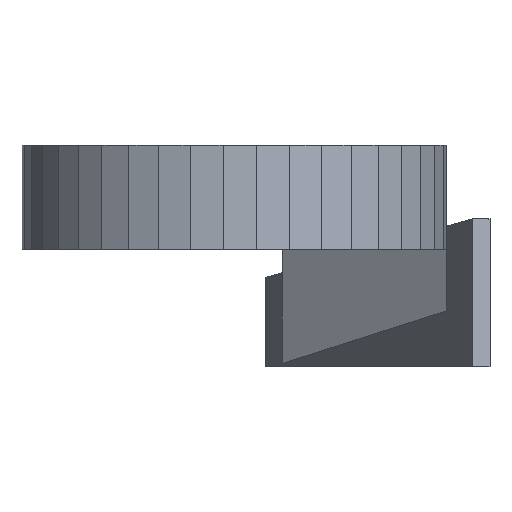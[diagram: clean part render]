
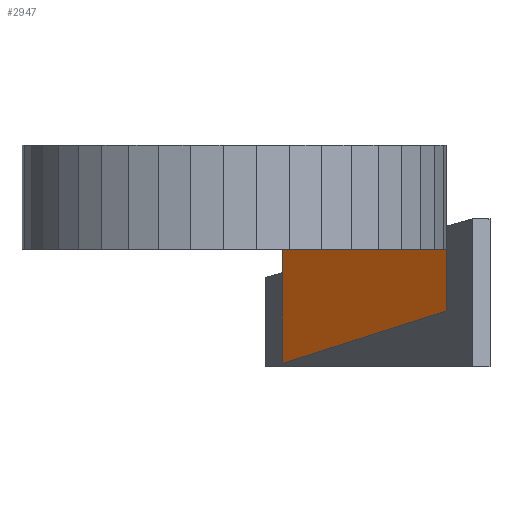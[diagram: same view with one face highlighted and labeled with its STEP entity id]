
A CAD part, left-side view. The second image highlights one B-rep face of the part: STEP entity #2947.
In plain terms, the highlighted planar face has unit normal (-0.174, 0, -0.985).
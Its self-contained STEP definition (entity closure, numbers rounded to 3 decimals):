
#126 = PLANE('',#127);
#127 = AXIS2_PLACEMENT_3D('',#128,#129,#130);
#128 = CARTESIAN_POINT('',(15.237,1.94,0.));
#129 = DIRECTION('',(0.,0.,-1.));
#130 = DIRECTION('',(-1.,0.,0.));
#296 = VERTEX_POINT('',#297);
#297 = CARTESIAN_POINT('',(24.737,-7.879,0.));
#318 = EDGE_CURVE('',#296,#319,#321,.T.);
#319 = VERTEX_POINT('',#320);
#320 = CARTESIAN_POINT('',(24.737,-24.379,0.));
#321 = SURFACE_CURVE('',#322,(#326,#333),.PCURVE_S1.);
#322 = LINE('',#323,#324);
#323 = CARTESIAN_POINT('',(24.737,-7.879,0.));
#324 = VECTOR('',#325,1.);
#325 = DIRECTION('',(0.,-1.,0.));
#326 = PCURVE('',#126,#327);
#327 = DEFINITIONAL_REPRESENTATION('',(#328),#332);
#328 = LINE('',#329,#330);
#329 = CARTESIAN_POINT('',(-9.5,-9.819));
#330 = VECTOR('',#331,1.);
#331 = DIRECTION('',(0.,-1.));
#332 = ( GEOMETRIC_REPRESENTATION_CONTEXT(2) 
PARAMETRIC_REPRESENTATION_CONTEXT() REPRESENTATION_CONTEXT('2D SPACE',''
  ) );
#333 = PCURVE('',#334,#339);
#334 = PLANE('',#335);
#335 = AXIS2_PLACEMENT_3D('',#336,#337,#338);
#336 = CARTESIAN_POINT('',(24.737,-7.879,0.));
#337 = DIRECTION('',(0.174,0.,0.985)
  );
#338 = DIRECTION('',(0.,-1.,0.));
#339 = DEFINITIONAL_REPRESENTATION('',(#340),#344);
#340 = LINE('',#341,#342);
#341 = CARTESIAN_POINT('',(0.,0.));
#342 = VECTOR('',#343,1.);
#343 = DIRECTION('',(1.,0.));
#344 = ( GEOMETRIC_REPRESENTATION_CONTEXT(2) 
PARAMETRIC_REPRESENTATION_CONTEXT() REPRESENTATION_CONTEXT('2D SPACE',''
  ) );
#2908 = PLANE('',#2909);
#2909 = AXIS2_PLACEMENT_3D('',#2910,#2911,#2912);
#2910 = CARTESIAN_POINT('',(57.237,-7.879,-0.481));
#2911 = DIRECTION('',(0.,-1.,0.));
#2912 = DIRECTION('',(0.,0.,-1.));
#2947 = ADVANCED_FACE('',(#2948),#334,.F.);
#2948 = FACE_BOUND('',#2949,.F.);
#2949 = EDGE_LOOP('',(#2950,#2973,#2974,#3002));
#2950 = ORIENTED_EDGE('',*,*,#2951,.F.);
#2951 = EDGE_CURVE('',#296,#2952,#2954,.T.);
#2952 = VERTEX_POINT('',#2953);
#2953 = CARTESIAN_POINT('',(89.737,-7.879,-11.461));
#2954 = SURFACE_CURVE('',#2955,(#2959,#2966),.PCURVE_S1.);
#2955 = LINE('',#2956,#2957);
#2956 = CARTESIAN_POINT('',(24.737,-7.879,0.));
#2957 = VECTOR('',#2958,1.);
#2958 = DIRECTION('',(0.985,0.,-0.174));
#2959 = PCURVE('',#334,#2960);
#2960 = DEFINITIONAL_REPRESENTATION('',(#2961),#2965);
#2961 = LINE('',#2962,#2963);
#2962 = CARTESIAN_POINT('',(0.,0.));
#2963 = VECTOR('',#2964,1.);
#2964 = DIRECTION('',(0.,1.));
#2965 = ( GEOMETRIC_REPRESENTATION_CONTEXT(2) 
PARAMETRIC_REPRESENTATION_CONTEXT() REPRESENTATION_CONTEXT('2D SPACE',''
  ) );
#2966 = PCURVE('',#2908,#2967);
#2967 = DEFINITIONAL_REPRESENTATION('',(#2968),#2972);
#2968 = LINE('',#2969,#2970);
#2969 = CARTESIAN_POINT('',(-0.481,-32.5));
#2970 = VECTOR('',#2971,1.);
#2971 = DIRECTION('',(0.174,0.985));
#2972 = ( GEOMETRIC_REPRESENTATION_CONTEXT(2) 
PARAMETRIC_REPRESENTATION_CONTEXT() REPRESENTATION_CONTEXT('2D SPACE',''
  ) );
#2973 = ORIENTED_EDGE('',*,*,#318,.T.);
#2974 = ORIENTED_EDGE('',*,*,#2975,.T.);
#2975 = EDGE_CURVE('',#319,#2976,#2978,.T.);
#2976 = VERTEX_POINT('',#2977);
#2977 = CARTESIAN_POINT('',(59.737,-24.379,-6.171));
#2978 = SURFACE_CURVE('',#2979,(#2983,#2990),.PCURVE_S1.);
#2979 = LINE('',#2980,#2981);
#2980 = CARTESIAN_POINT('',(24.737,-24.379,0.));
#2981 = VECTOR('',#2982,1.);
#2982 = DIRECTION('',(0.985,0.,
    -0.174));
#2983 = PCURVE('',#334,#2984);
#2984 = DEFINITIONAL_REPRESENTATION('',(#2985),#2989);
#2985 = LINE('',#2986,#2987);
#2986 = CARTESIAN_POINT('',(16.5,0.));
#2987 = VECTOR('',#2988,1.);
#2988 = DIRECTION('',(0.,1.));
#2989 = ( GEOMETRIC_REPRESENTATION_CONTEXT(2) 
PARAMETRIC_REPRESENTATION_CONTEXT() REPRESENTATION_CONTEXT('2D SPACE',''
  ) );
#2990 = PCURVE('',#2991,#2996);
#2991 = PLANE('',#2992);
#2992 = AXIS2_PLACEMENT_3D('',#2993,#2994,#2995);
#2993 = CARTESIAN_POINT('',(57.237,-24.379,-0.481));
#2994 = DIRECTION('',(0.,1.,0.));
#2995 = DIRECTION('',(0.,0.,1.));
#2996 = DEFINITIONAL_REPRESENTATION('',(#2997),#3001);
#2997 = LINE('',#2998,#2999);
#2998 = CARTESIAN_POINT('',(0.481,-32.5));
#2999 = VECTOR('',#3000,1.);
#3000 = DIRECTION('',(-0.174,0.985));
#3001 = ( GEOMETRIC_REPRESENTATION_CONTEXT(2) 
PARAMETRIC_REPRESENTATION_CONTEXT() REPRESENTATION_CONTEXT('2D SPACE',''
  ) );
#3002 = ORIENTED_EDGE('',*,*,#3003,.F.);
#3003 = EDGE_CURVE('',#2952,#2976,#3004,.T.);
#3004 = SURFACE_CURVE('',#3005,(#3009,#3015),.PCURVE_S1.);
#3005 = LINE('',#3006,#3007);
#3006 = CARTESIAN_POINT('',(63.393,-22.368,
    -6.816));
#3007 = VECTOR('',#3008,1.);
#3008 = DIRECTION('',(-0.866,-0.476,0.153));
#3009 = PCURVE('',#334,#3010);
#3010 = DEFINITIONAL_REPRESENTATION('',(#3011),#3014);
#3011 = B_SPLINE_CURVE_WITH_KNOTS('',1,(#3012,#3013),.UNSPECIFIED.,.F.,
  .F.,(2,2),(-33.887,7.687),.PIECEWISE_BEZIER_KNOTS.);
#3012 = CARTESIAN_POINT('',(-1.65,69.049));
#3013 = CARTESIAN_POINT('',(18.15,32.494));
#3014 = ( GEOMETRIC_REPRESENTATION_CONTEXT(2) 
PARAMETRIC_REPRESENTATION_CONTEXT() REPRESENTATION_CONTEXT('2D SPACE',''
  ) );
#3015 = PCURVE('',#3016,#3021);
#3016 = PLANE('',#3017);
#3017 = AXIS2_PLACEMENT_3D('',#3018,#3019,#3020);
#3018 = CARTESIAN_POINT('',(72.878,-17.151,
    -5.747));
#3019 = DIRECTION('',(0.482,-0.876,0.
    ));
#3020 = DIRECTION('',(-0.876,-0.482,0.));
#3021 = DEFINITIONAL_REPRESENTATION('',(#3022),#3026);
#3022 = LINE('',#3023,#3024);
#3023 = CARTESIAN_POINT('',(10.826,1.069));
#3024 = VECTOR('',#3025,1.);
#3025 = DIRECTION('',(0.988,-0.153));
#3026 = ( GEOMETRIC_REPRESENTATION_CONTEXT(2) 
PARAMETRIC_REPRESENTATION_CONTEXT() REPRESENTATION_CONTEXT('2D SPACE',''
  ) );
